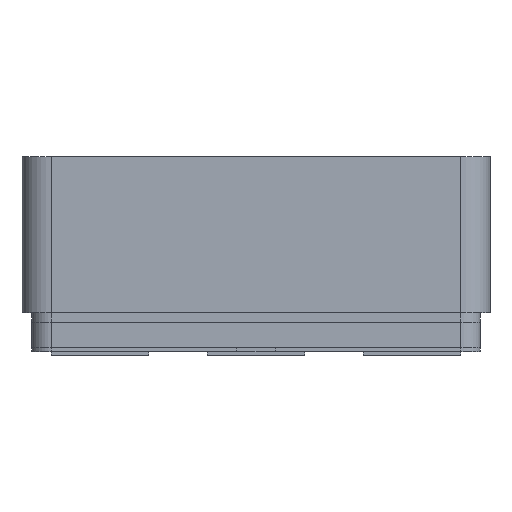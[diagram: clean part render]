
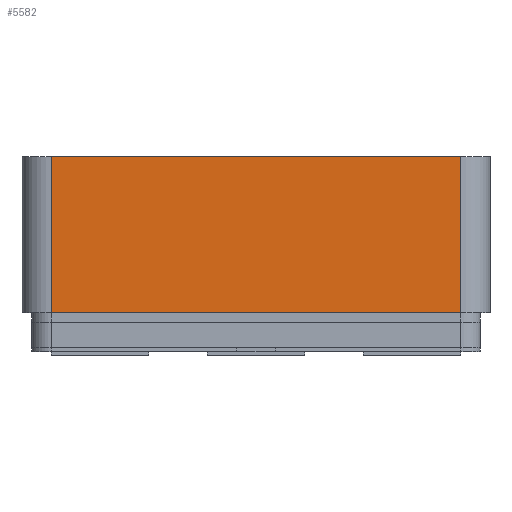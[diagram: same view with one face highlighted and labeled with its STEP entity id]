
A CAD part, front view. The second image highlights one B-rep face of the part: STEP entity #5582.
In plain terms, the highlighted planar face has unit normal (0, -1, 0).
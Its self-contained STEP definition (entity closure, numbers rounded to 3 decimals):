
#1055 = DIRECTION ( 'NONE',  ( 1., 0., 0. ) ) ;
#2468 = PLANE ( 'NONE',  #9582 ) ;
#2563 = CARTESIAN_POINT ( 'NONE',  ( -1.05, -2.2, -0.8 ) ) ;
#3702 = DIRECTION ( 'NONE',  ( 0., 0., -1. ) ) ;
#4008 = LINE ( 'NONE', #10167, #4899 ) ;
#4667 = DIRECTION ( 'NONE',  ( 1., 0., 0. ) ) ;
#4899 = VECTOR ( 'NONE', #3702, 1000. ) ;
#5396 = DIRECTION ( 'NONE',  ( 0., -1., 0. ) ) ;
#5497 = VERTEX_POINT ( 'NONE', #11371 ) ;
#5556 = VERTEX_POINT ( 'NONE', #11891 ) ;
#5582 = ADVANCED_FACE ( 'NONE', ( #8724 ), #2468, .T. ) ;
#6263 = LINE ( 'NONE', #11995, #16568 ) ;
#7016 = CARTESIAN_POINT ( 'NONE',  ( 1.05, -2.2, -0.8 ) ) ;
#8548 = VERTEX_POINT ( 'NONE', #13350 ) ;
#8724 = FACE_OUTER_BOUND ( 'NONE', #18961, .T. ) ;
#8732 = LINE ( 'NONE', #7016, #12320 ) ;
#9582 = AXIS2_PLACEMENT_3D ( 'NONE', #14915, #5396, #1055 ) ;
#10167 = CARTESIAN_POINT ( 'NONE',  ( -1.05, -2.2, -0.8 ) ) ;
#10174 = VECTOR ( 'NONE', #4667, 1000. ) ;
#10378 = VERTEX_POINT ( 'NONE', #2563 ) ;
#11371 = CARTESIAN_POINT ( 'NONE',  ( -1.05, -2.2, 0. ) ) ;
#11891 = CARTESIAN_POINT ( 'NONE',  ( 1.05, -2.2, 0. ) ) ;
#11995 = CARTESIAN_POINT ( 'NONE',  ( 1.2, -2.2, 0. ) ) ;
#12320 = VECTOR ( 'NONE', #14922, 1000. ) ;
#12337 = EDGE_CURVE ( 'NONE', #5497, #10378, #4008, .T. ) ;
#12456 = DIRECTION ( 'NONE',  ( 1., 0., 0. ) ) ;
#12514 = EDGE_CURVE ( 'NONE', #5497, #5556, #6263, .T. ) ;
#13125 = ORIENTED_EDGE ( 'NONE', *, *, #12337, .T. ) ;
#13341 = EDGE_CURVE ( 'NONE', #8548, #5556, #8732, .T. ) ;
#13350 = CARTESIAN_POINT ( 'NONE',  ( 1.05, -2.2, -0.8 ) ) ;
#14915 = CARTESIAN_POINT ( 'NONE',  ( 1.2, -2.2, -0.8 ) ) ;
#14922 = DIRECTION ( 'NONE',  ( 0., 0., 1. ) ) ;
#16568 = VECTOR ( 'NONE', #12456, 1000. ) ;
#16830 = LINE ( 'NONE', #18645, #10174 ) ;
#17394 = EDGE_CURVE ( 'NONE', #10378, #8548, #16830, .T. ) ;
#17463 = ORIENTED_EDGE ( 'NONE', *, *, #13341, .T. ) ;
#18362 = ORIENTED_EDGE ( 'NONE', *, *, #12514, .F. ) ;
#18645 = CARTESIAN_POINT ( 'NONE',  ( 1.2, -2.2, -0.8 ) ) ;
#18961 = EDGE_LOOP ( 'NONE', ( #18362, #13125, #19736, #17463 ) ) ;
#19736 = ORIENTED_EDGE ( 'NONE', *, *, #17394, .T. ) ;
